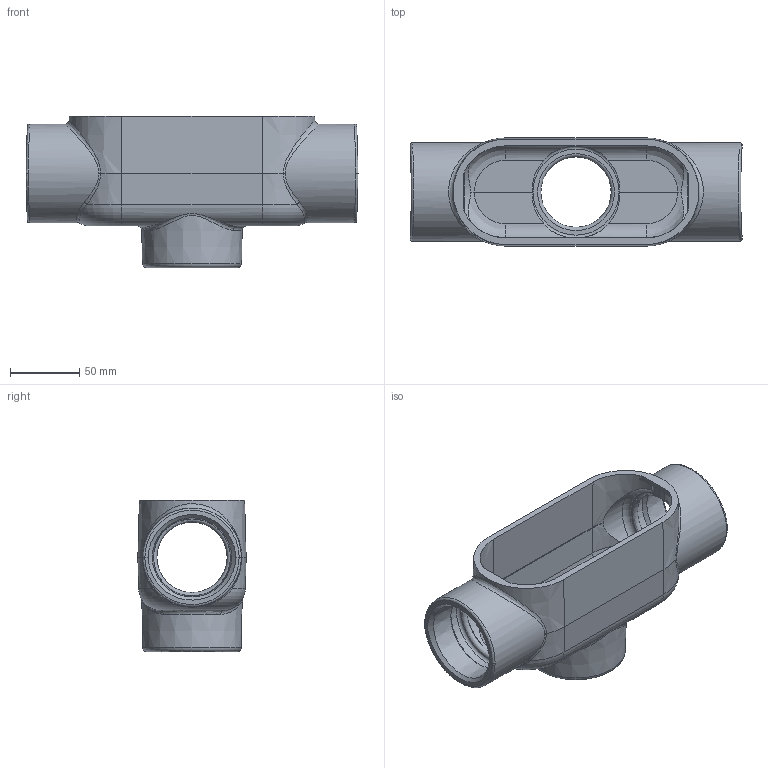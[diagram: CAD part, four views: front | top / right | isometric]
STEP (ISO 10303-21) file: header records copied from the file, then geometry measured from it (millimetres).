
FILE_DESCRIPTION(/* description */ (''),/* implementation_level */ '2;1');
FILE_NAME(/* name */ 'KIL_TB67.stp',/* time_stamp */ '2019-02-20T21:47:35+05:00',/* author */ ('avenkatesan'),/* organization */ (''),/* preprocessor_version */ 'ST-DEVELOPER v17',/* originating_system */ 'Autodesk Inventor 2018',/* authorisation */ '');
FILE_SCHEMA (('AUTOMOTIVE_DESIGN { 1 0 10303 214 3 1 1 }'));
Length unit declared in the file: inch
Products named in the file (1): 17714
Bounding box: 240.29 x 78.36 x 109.54 mm (x, y, z)
Volume: 307347 mm3; surface area: 118125.2 mm2
Topology: 1 solids, 1 shells, 142 faces, 376 edges, 238 vertices
Faces by surface type: plane 50, cylinder 27, cone 24, bspline 22, torus 19
Full cylindrical faces by diameter (mm): 60.477 x3, 71.425 x2
Entity records: 10120 total; most frequent: CARTESIAN_POINT 6537, ORIENTED_EDGE 752, DIRECTION 733, EDGE_CURVE 376, AXIS2_PLACEMENT_3D 308, VERTEX_POINT 238, EDGE_LOOP 150, CIRCLE 148
